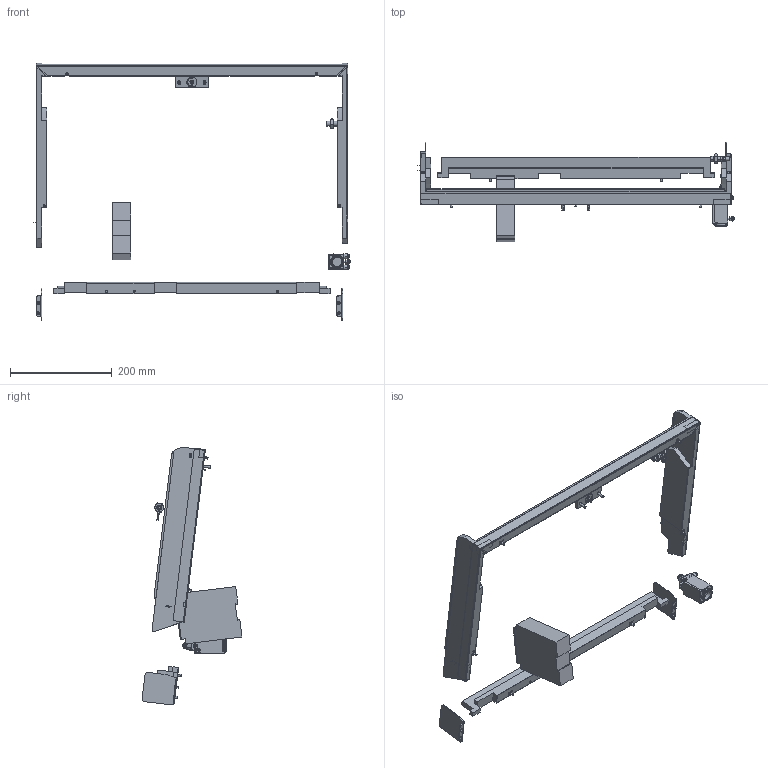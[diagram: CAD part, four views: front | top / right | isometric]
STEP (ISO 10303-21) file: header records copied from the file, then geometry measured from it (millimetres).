
FILE_DESCRIPTION (( 'STEP AP203' ), '1' );
FILE_NAME ('INGUN_114287.STEP', '2023-05-24T12:58:27', ( '' ), ( '' ), 'SwSTEP 2.0', 'SolidWorks 2021', '' );
FILE_SCHEMA (( 'CONFIG_CONTROL_DESIGN' ));
Length unit declared in the file: millimetre
Products named in the file (27): DIN912~n_M04,0x008; 115141_Körper~0; 114291~1_S; ISO7380~n_M04,0x008; 113549~0_S; DIN125~n_04,3 M04,0; ASR~asr_拱06,2x07x拌10; ISO7380~n_M04,0x006; 115141_Hebel~0; 113405~1_S; 114146~0; 113896~5_S; DIN7991~n_M05,0x020; 114290~1_S; 115141~0_offen<S>; 114293~0_S; 114289~1_S; INGUN_114287; ISO7380~n_M04,0x035; DIN934~n_M04,0; 32739~0_S; ISO7380~n_M04,0x010; 114294~0_S; 114292~0_S; DIN6325~n_02,0m6x010; 114288~0_S; 115141_Mutter~0
Assembly tree (43 placements, depth 3):
  INGUN_114287
    114290~1_S
      114289~1_S
      114294~0_S  x2
      114293~0_S
      114288~0_S
      114291~1_S
      114292~0_S
      ISO7380~n_M04,0x008  x6
      114146~0
    113405~1_S
    113896~5_S  x2
    32739~0_S
    ASR~asr_拱06,2x07x拌10  x2
    113549~0_S
    115141~0_offen<S>
      115141_Körper~0
      115141_Hebel~0
      115141_Mutter~0
    DIN934~n_M04,0  x3
    ISO7380~n_M04,0x006  x4
    ISO7380~n_M04,0x035  x2
    DIN125~n_04,3 M04,0  x3
    DIN7991~n_M05,0x020  x2
    ISO7380~n_M04,0x010
    DIN912~n_M04,0x008
    DIN6325~n_02,0m6x010
Bounding box: 621.62 x 196.47 x 507.03 mm (x, y, z)
Volume: 1766539.4 mm3; surface area: 457799.3 mm2
Topology: 50 solids, 50 shells, 1447 faces, 3598 edges, 2312 vertices
Faces by surface type: plane 633, cylinder 619, cone 127, torus 50, bspline 14, sphere 4
Entity records: 39683 total; most frequent: CARTESIAN_POINT 11346, DIRECTION 5285, ORIENTED_EDGE 5158, EDGE_CURVE 2579, AXIS2_PLACEMENT_3D 1884, VERTEX_POINT 1652, LINE 1517, VECTOR 1517
